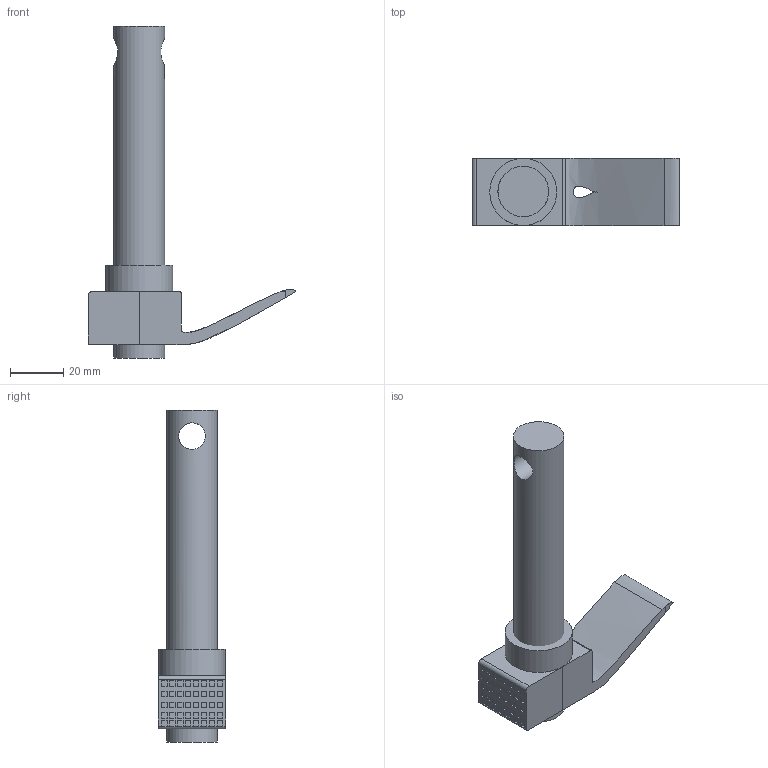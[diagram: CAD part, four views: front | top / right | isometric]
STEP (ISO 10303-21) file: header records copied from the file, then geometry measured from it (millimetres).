
FILE_DESCRIPTION(/* description */ (''),/* implementation_level */ '2;1');
FILE_NAME(/* name */ 'keychainadz.step',/* time_stamp */ '2026-02-16T20:37:43+03:00',/* author */ (''),/* organization */ (''),/* preprocessor_version */ 'ST-DEVELOPER v20.1',/* originating_system */ 'Autodesk Translation Framework v14.24.0.0',/* authorisation */ '');
FILE_SCHEMA (('AUTOMOTIVE_DESIGN { 1 0 10303 214 3 1 1 }'));
Length unit declared in the file: millimetre
Products named in the file (1): keser
Bounding box: 78.28 x 25.28 x 125 mm (x, y, z)
Volume: 61262.8 mm3; surface area: 16794.6 mm2
Topology: 3 solids, 3 shells, 230 faces, 561 edges, 368 vertices
Faces by surface type: plane 214, cylinder 8, bspline 8
Full cylindrical faces by diameter (mm): 10 x1, 19.033 x2, 25.26 x1
Entity records: 7273 total; most frequent: CARTESIAN_POINT 1857, ORIENTED_EDGE 1122, DIRECTION 999, EDGE_CURVE 561, LINE 527, VECTOR 527, VERTEX_POINT 368, EDGE_LOOP 265
